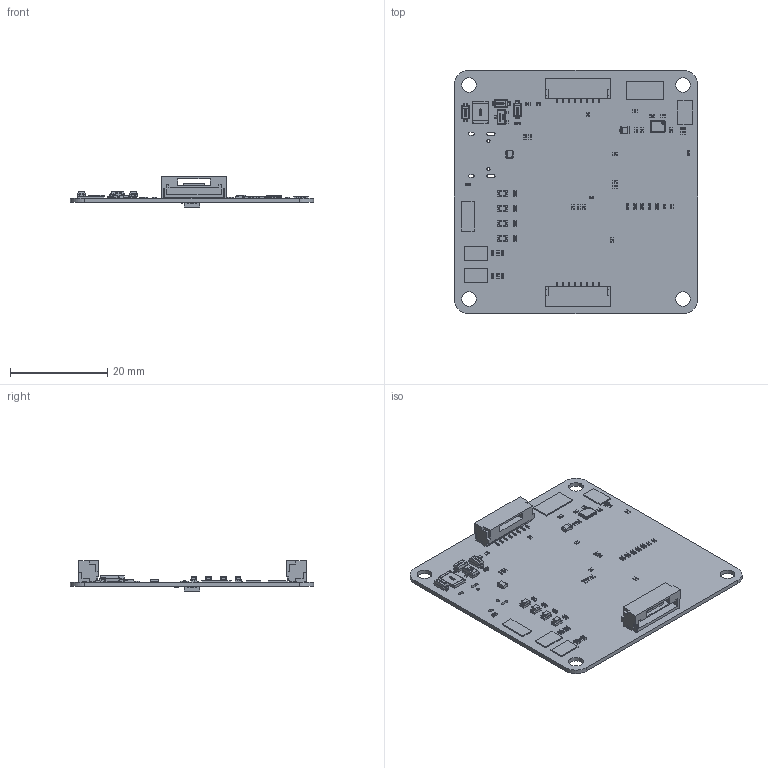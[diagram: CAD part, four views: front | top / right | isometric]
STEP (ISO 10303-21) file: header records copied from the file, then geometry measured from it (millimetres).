
FILE_DESCRIPTION(('Open CASCADE Model'),'2;1');
FILE_NAME('Open CASCADE Shape Model','2019-01-04T20:16:08',('Author'),( 'Open CASCADE'),'Open CASCADE STEP processor 6.8','Open CASCADE 6.8' ,'Unknown');
FILE_SCHEMA(('AUTOMOTIVE_DESIGN { 1 0 10303 214 1 1 1 1 }'));
Length unit declared in the file: millimetre
Products named in the file (94): PCB; Board; Y1; User_Library-3225-1; S2; 6412168128; Extruded; R16; User_Library-RES_1005-0402; R15; R14; R13; D8; User_Library-led_0805; S4; 6412167936; S3; R12; R11; R10; R9; D7; D6; D5; C28; 0402_SMD_Capacitor; C27; U4; 6354963712; Open_CASCADE_STEP_translator_6.8_1.1; Body; Open_CASCADE_STEP_translator_6.8_1.2.1; Thermal_Shape; Pin_Shape; Open_CASCADE_STEP_translator_6.8_1.4.1; S1; 6412167744; R8; R7; R6 ...
Assembly tree (161 placements, depth 5):
  PCB
    Board
    Y1
      User_Library-3225-1
    S2
      6412168128
        Extruded
    R16
      User_Library-RES_1005-0402
    R15
      User_Library-RES_1005-0402
    R14
      User_Library-RES_1005-0402
    R13
      User_Library-RES_1005-0402
    D8
      User_Library-led_0805
    S4
      6412167936
        Extruded
    S3
      6412167936
        Extruded
    R12
      User_Library-RES_1005-0402
    R11
      User_Library-RES_1005-0402
    R10
      User_Library-RES_1005-0402
    R9
      User_Library-RES_1005-0402
    D7
      User_Library-led_0805
    D6
      User_Library-led_0805
    D5
      User_Library-led_0805
    C28
      0402_SMD_Capacitor
    C27
      0402_SMD_Capacitor
    U4
      6354963712
        Open_CASCADE_STEP_translator_6.8_1.1
        Body
          Open_CASCADE_STEP_translator_6.8_1.2.1
        Thermal_Shape
        Pin_Shape  x16
          Open_CASCADE_STEP_translator_6.8_1.4.1
    S1
      6412167744
        Extruded
    R8
      User_Library-RES_1005-0402
    R7
      User_Library-RES_1005-0402
    R6
      User_Library-RES_1005-0402
    R5
      User_Library-RES_1005-0402
Bounding box: 50 x 50 x 6.21 mm (x, y, z)
Volume: 2484.1 mm3; surface area: 6552.7 mm2
Topology: 145 solids, 147 shells, 5471 faces, 13601 edges, 8419 vertices
Faces by surface type: plane 3176, bspline 1150, cylinder 881, sphere 264
Full cylindrical faces by diameter (mm): 0.156 x1, 0.388 x1, 0.65 x2, 3 x4
Entity records: 52935 total; most frequent: CARTESIAN_POINT 19269, ORIENTED_EDGE 5848, DIRECTION 4884, EDGE_CURVE 2925, LINE 1956, VECTOR 1956, VERTEX_POINT 1889, AXIS2_PLACEMENT_3D 1464
